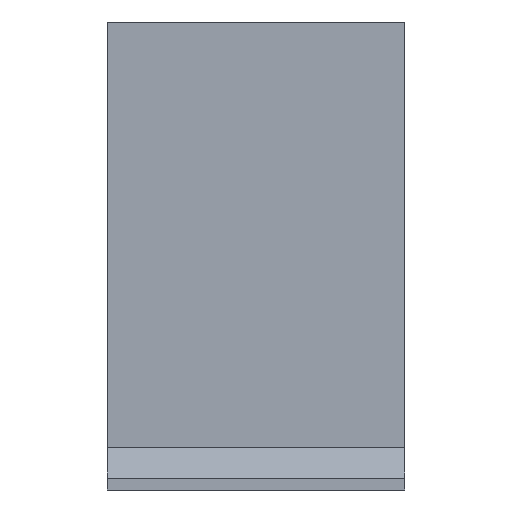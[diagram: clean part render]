
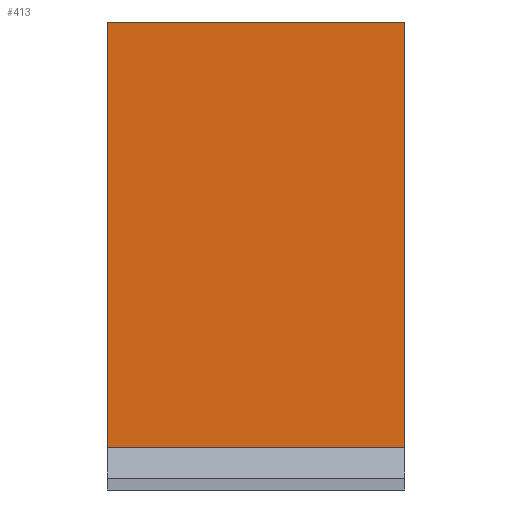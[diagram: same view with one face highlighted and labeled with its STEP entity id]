
A CAD part, front view. The second image highlights one B-rep face of the part: STEP entity #413.
In plain terms, the highlighted planar face has unit normal (0, -1, 0).
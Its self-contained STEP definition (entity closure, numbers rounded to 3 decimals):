
#26=PLANE('',#450);
#47=FACE_OUTER_BOUND('',#70,.T.);
#70=EDGE_LOOP('',(#346,#347,#348,#349,#350,#351));
#102=LINE('',#615,#157);
#106=LINE('',#623,#161);
#115=LINE('',#641,#170);
#117=LINE('',#645,#172);
#124=LINE('',#658,#179);
#125=LINE('',#659,#180);
#157=VECTOR('',#502,10.);
#161=VECTOR('',#508,10.);
#170=VECTOR('',#519,10.);
#172=VECTOR('',#523,10.);
#179=VECTOR('',#532,10.);
#180=VECTOR('',#533,10.);
#211=VERTEX_POINT('',#612);
#212=VERTEX_POINT('',#614);
#214=VERTEX_POINT('',#621);
#215=VERTEX_POINT('',#622);
#223=VERTEX_POINT('',#640);
#224=VERTEX_POINT('',#644);
#254=EDGE_CURVE('',#211,#212,#102,.T.);
#258=EDGE_CURVE('',#214,#215,#106,.T.);
#267=EDGE_CURVE('',#215,#223,#115,.T.);
#269=EDGE_CURVE('',#223,#224,#117,.T.);
#276=EDGE_CURVE('',#212,#214,#124,.T.);
#277=EDGE_CURVE('',#224,#211,#125,.T.);
#346=ORIENTED_EDGE('',*,*,#276,.F.);
#347=ORIENTED_EDGE('',*,*,#254,.F.);
#348=ORIENTED_EDGE('',*,*,#277,.F.);
#349=ORIENTED_EDGE('',*,*,#269,.F.);
#350=ORIENTED_EDGE('',*,*,#267,.F.);
#351=ORIENTED_EDGE('',*,*,#258,.F.);
#413=ADVANCED_FACE('',(#47),#26,.F.);
#450=AXIS2_PLACEMENT_3D('',#657,#530,#531);
#502=DIRECTION('',(1.,0.,0.));
#508=DIRECTION('',(0.,0.,-1.));
#519=DIRECTION('',(-1.,0.,0.));
#523=DIRECTION('',(0.,0.,1.));
#530=DIRECTION('center_axis',(0.,1.,0.));
#531=DIRECTION('ref_axis',(0.,0.,1.));
#532=DIRECTION('',(0.,0.,-1.));
#533=DIRECTION('',(0.,0.,1.));
#612=CARTESIAN_POINT('',(-5.,-1.5,2.));
#614=CARTESIAN_POINT('',(12.5,-1.5,2.));
#615=CARTESIAN_POINT('',(3.75,-1.5,2.));
#621=CARTESIAN_POINT('',(12.5,-1.5,0.));
#622=CARTESIAN_POINT('',(12.5,-1.5,-23.007));
#623=CARTESIAN_POINT('',(12.5,-1.5,-11.4));
#640=CARTESIAN_POINT('',(-5.,-1.5,-23.007));
#641=CARTESIAN_POINT('',(12.5,-1.5,-23.007));
#644=CARTESIAN_POINT('',(-5.,-1.5,0.));
#645=CARTESIAN_POINT('',(-5.,-1.5,-20.3));
#657=CARTESIAN_POINT('Origin',(3.75,-1.5,-7.9));
#658=CARTESIAN_POINT('',(12.5,-1.5,-2.95));
#659=CARTESIAN_POINT('',(-5.,-1.5,-3.95));
